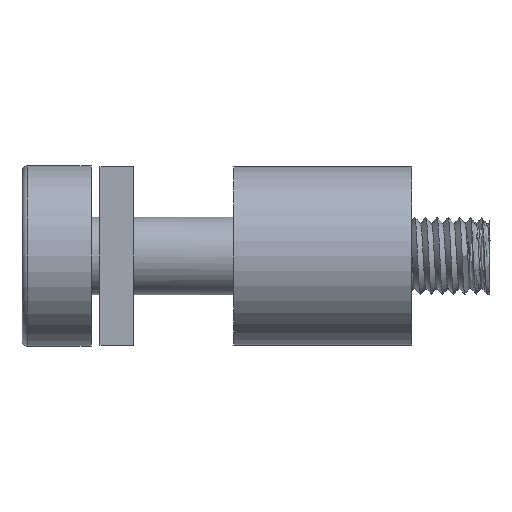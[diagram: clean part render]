
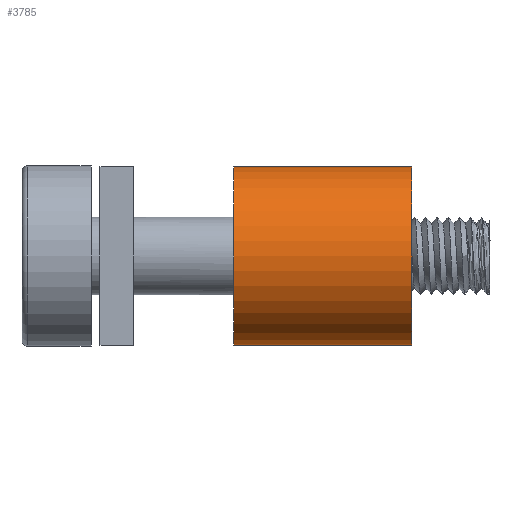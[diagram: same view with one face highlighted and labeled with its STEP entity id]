
A CAD part, left-side view. The second image highlights one B-rep face of the part: STEP entity #3785.
In plain terms, the highlighted cylindrical face has radius 4 mm (diameter 8 mm), a partial arc.
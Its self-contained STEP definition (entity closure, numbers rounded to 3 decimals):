
#466 = CIRCLE ( 'NONE', #1819, 4. ) ;
#515 = VERTEX_POINT ( 'NONE', #1508 ) ;
#581 = DIRECTION ( 'NONE',  ( 0., 0., 1. ) ) ;
#683 = ORIENTED_EDGE ( 'NONE', *, *, #3912, .T. ) ;
#1056 = EDGE_CURVE ( 'NONE', #3206, #3594, #3427, .T. ) ;
#1206 = CARTESIAN_POINT ( 'NONE',  ( 0., -9., 0. ) ) ;
#1402 = CARTESIAN_POINT ( 'NONE',  ( 0., -9., 4. ) ) ;
#1461 = CARTESIAN_POINT ( 'NONE',  ( 0., -17., 0. ) ) ;
#1477 = CYLINDRICAL_SURFACE ( 'NONE', #3765, 4. ) ;
#1508 = CARTESIAN_POINT ( 'NONE',  ( 0., -9., -4. ) ) ;
#1542 = CARTESIAN_POINT ( 'NONE',  ( 0., -17., 0. ) ) ;
#1662 = DIRECTION ( 'NONE',  ( 0., 0., -1. ) ) ;
#1819 = AXIS2_PLACEMENT_3D ( 'NONE', #1206, #4396, #1662 ) ;
#1993 = DIRECTION ( 'NONE',  ( 0., 0., -1. ) ) ;
#2181 = CARTESIAN_POINT ( 'NONE',  ( 0., -17., -4. ) ) ;
#3098 = VERTEX_POINT ( 'NONE', #2181 ) ;
#3126 = CARTESIAN_POINT ( 'NONE',  ( 0., -17., 4. ) ) ;
#3206 = VERTEX_POINT ( 'NONE', #3126 ) ;
#3427 = LINE ( 'NONE', #4685, #4774 ) ;
#3594 = VERTEX_POINT ( 'NONE', #1402 ) ;
#3627 = FACE_OUTER_BOUND ( 'NONE', #3718, .T. ) ;
#3675 = LINE ( 'NONE', #5776, #3823 ) ;
#3718 = EDGE_LOOP ( 'NONE', ( #5307, #4447, #4215, #683 ) ) ;
#3761 = DIRECTION ( 'NONE',  ( 0., 1., 0. ) ) ;
#3765 = AXIS2_PLACEMENT_3D ( 'NONE', #1461, #4207, #581 ) ;
#3785 = ADVANCED_FACE ( 'NONE', ( #3627 ), #1477, .T. ) ;
#3809 = CIRCLE ( 'NONE', #4617, 4. ) ;
#3823 = VECTOR ( 'NONE', #5368, 1000. ) ;
#3912 = EDGE_CURVE ( 'NONE', #3594, #515, #466, .T. ) ;
#4103 = EDGE_CURVE ( 'NONE', #3098, #515, #3675, .T. ) ;
#4207 = DIRECTION ( 'NONE',  ( 0., 1., 0. ) ) ;
#4215 = ORIENTED_EDGE ( 'NONE', *, *, #1056, .T. ) ;
#4396 = DIRECTION ( 'NONE',  ( 0., -1., 0. ) ) ;
#4447 = ORIENTED_EDGE ( 'NONE', *, *, #5123, .F. ) ;
#4617 = AXIS2_PLACEMENT_3D ( 'NONE', #1542, #4723, #1993 ) ;
#4685 = CARTESIAN_POINT ( 'NONE',  ( 0., -17., 4. ) ) ;
#4723 = DIRECTION ( 'NONE',  ( 0., -1., 0. ) ) ;
#4774 = VECTOR ( 'NONE', #3761, 1000. ) ;
#5123 = EDGE_CURVE ( 'NONE', #3206, #3098, #3809, .T. ) ;
#5307 = ORIENTED_EDGE ( 'NONE', *, *, #4103, .F. ) ;
#5368 = DIRECTION ( 'NONE',  ( 0., 1., 0. ) ) ;
#5776 = CARTESIAN_POINT ( 'NONE',  ( 0., -17., -4. ) ) ;
